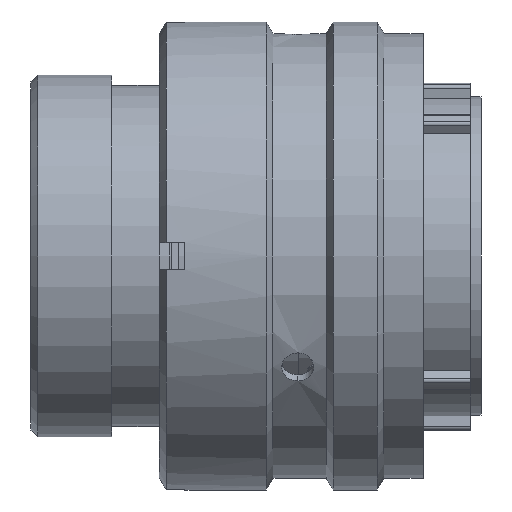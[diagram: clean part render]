
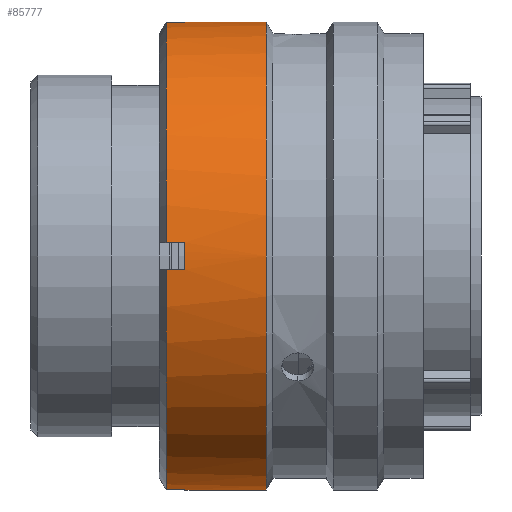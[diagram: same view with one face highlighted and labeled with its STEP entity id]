
A CAD part, front view. The second image highlights one B-rep face of the part: STEP entity #85777.
In plain terms, the highlighted cylindrical face has radius 17.35 mm (diameter 34.7 mm), a partial arc.
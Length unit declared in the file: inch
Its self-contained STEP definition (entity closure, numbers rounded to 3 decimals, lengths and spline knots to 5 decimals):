
#5878 = EDGE_LOOP ( 'NONE', ( #8543, #8544, #8545, #8546, #8547, #8548, #8549, #8552, #8554, #8555, #8557, #8558 ) ) ;
#8543 = ORIENTED_EDGE ( 'NONE', *, *, #80091, .F. ) ;
#8544 = ORIENTED_EDGE ( 'NONE', *, *, #80255, .T. ) ;
#8545 = ORIENTED_EDGE ( 'NONE', *, *, #80259, .T. ) ;
#8546 = ORIENTED_EDGE ( 'NONE', *, *, #80242, .T. ) ;
#8547 = ORIENTED_EDGE ( 'NONE', *, *, #80262, .T. ) ;
#8548 = ORIENTED_EDGE ( 'NONE', *, *, #80265, .T. ) ;
#8549 = ORIENTED_EDGE ( 'NONE', *, *, #80271, .T. ) ;
#8552 = ORIENTED_EDGE ( 'NONE', *, *, #80276, .T. ) ;
#8554 = ORIENTED_EDGE ( 'NONE', *, *, #80277, .T. ) ;
#8555 = ORIENTED_EDGE ( 'NONE', *, *, #80282, .T. ) ;
#8557 = ORIENTED_EDGE ( 'NONE', *, *, #80054, .T. ) ;
#8558 = ORIENTED_EDGE ( 'NONE', *, *, #80287, .F. ) ;
#48369 = CARTESIAN_POINT ( 'NONE',  ( 0.44961, -0.03937, -0.68194 ) ) ;
#48392 = CARTESIAN_POINT ( 'NONE',  ( 0.39449, -0.68194, -0.03937 ) ) ;
#48409 = CARTESIAN_POINT ( 'NONE',  ( 0.39449, -0.03937, -0.68194 ) ) ;
#48413 = CARTESIAN_POINT ( 'NONE',  ( 0.44961, -0.68194, -0.03937 ) ) ;
#48419 = CARTESIAN_POINT ( 'NONE',  ( 0.44961, 0., 0.68307 ) ) ;
#48423 = CARTESIAN_POINT ( 'NONE',  ( 0.44961, 0., -0.68307 ) ) ;
#48448 = CARTESIAN_POINT ( 'NONE',  ( 0.44961, -0.03937, 0.68194 ) ) ;
#48457 = CARTESIAN_POINT ( 'NONE',  ( 0.68661, 0., -0.68307 ) ) ;
#48463 = CARTESIAN_POINT ( 'NONE',  ( 0.68661, 0., 0.68307 ) ) ;
#48481 = CARTESIAN_POINT ( 'NONE',  ( 0.39449, -0.68194, 0.03937 ) ) ;
#48504 = CARTESIAN_POINT ( 'NONE',  ( 0.44961, -0.68194, 0.03937 ) ) ;
#48524 = CARTESIAN_POINT ( 'NONE',  ( 0.39449, -0.03937, 0.68194 ) ) ;
#52315 = AXIS2_PLACEMENT_3D ( 'NONE', #53873, #53885, #53886 ) ;
#53871 = CYLINDRICAL_SURFACE ( 'NONE', #52315, 0.68307 ) ;
#53872 = FACE_OUTER_BOUND ( 'NONE', #5878, .T. ) ;
#53873 = CARTESIAN_POINT ( 'NONE',  ( 1.14449, 0., 0. ) ) ;
#53885 = DIRECTION ( 'NONE',  ( 1., 0., 0. ) ) ;
#53886 = DIRECTION ( 'NONE',  ( 0., 0., -1. ) ) ;
#80054 = EDGE_CURVE ( 'NONE', #89737, #89811, #97180, .T. ) ;
#80091 = EDGE_CURVE ( 'NONE', #89728, #89823, #97211, .T. ) ;
#80242 = EDGE_CURVE ( 'NONE', #89958, #89861, #95909, .T. ) ;
#80255 = EDGE_CURVE ( 'NONE', #89728, #89790, #95911, .T. ) ;
#80259 = EDGE_CURVE ( 'NONE', #89790, #89958, #98022, .T. ) ;
#80262 = EDGE_CURVE ( 'NONE', #89861, #89911, #98041, .T. ) ;
#80265 = EDGE_CURVE ( 'NONE', #89911, #89714, #95920, .T. ) ;
#80271 = EDGE_CURVE ( 'NONE', #89714, #89668, #98031, .T. ) ;
#80276 = EDGE_CURVE ( 'NONE', #89668, #89704, #95925, .T. ) ;
#80277 = EDGE_CURVE ( 'NONE', #89704, #89628, #98047, .T. ) ;
#80282 = EDGE_CURVE ( 'NONE', #89628, #89737, #95929, .T. ) ;
#80287 = EDGE_CURVE ( 'NONE', #89823, #89811, #95931, .T. ) ;
#85777 = ADVANCED_FACE ( 'NONE', ( #53872 ), #53871, .T. ) ;
#89628 = VERTEX_POINT ( 'NONE', #48369 ) ;
#89668 = VERTEX_POINT ( 'NONE', #48392 ) ;
#89704 = VERTEX_POINT ( 'NONE', #48409 ) ;
#89714 = VERTEX_POINT ( 'NONE', #48413 ) ;
#89728 = VERTEX_POINT ( 'NONE', #48419 ) ;
#89737 = VERTEX_POINT ( 'NONE', #48423 ) ;
#89790 = VERTEX_POINT ( 'NONE', #48448 ) ;
#89811 = VERTEX_POINT ( 'NONE', #48457 ) ;
#89823 = VERTEX_POINT ( 'NONE', #48463 ) ;
#89861 = VERTEX_POINT ( 'NONE', #48481 ) ;
#89911 = VERTEX_POINT ( 'NONE', #48504 ) ;
#89958 = VERTEX_POINT ( 'NONE', #48524 ) ;
#95857 = VECTOR ( 'NONE', #97183, 39.37008 ) ;
#95874 = VECTOR ( 'NONE', #97217, 39.37008 ) ;
#95909 = CIRCLE ( 'NONE', #95913, 0.68307 ) ;
#95911 = CIRCLE ( 'NONE', #95916, 0.68307 ) ;
#95913 = AXIS2_PLACEMENT_3D ( 'NONE', #98000, #98002, #98004 ) ;
#95914 = VECTOR ( 'NONE', #98039, 39.37008 ) ;
#95916 = AXIS2_PLACEMENT_3D ( 'NONE', #98034, #98036, #98038 ) ;
#95918 = VECTOR ( 'NONE', #98045, 39.37008 ) ;
#95920 = CIRCLE ( 'NONE', #95922, 0.68307 ) ;
#95921 = VECTOR ( 'NONE', #98057, 39.37008 ) ;
#95922 = AXIS2_PLACEMENT_3D ( 'NONE', #98051, #98052, #98054 ) ;
#95925 = CIRCLE ( 'NONE', #95928, 0.68307 ) ;
#95927 = VECTOR ( 'NONE', #98067, 39.37008 ) ;
#95928 = AXIS2_PLACEMENT_3D ( 'NONE', #98062, #98063, #98064 ) ;
#95929 = CIRCLE ( 'NONE', #95933, 0.68307 ) ;
#95931 = CIRCLE ( 'NONE', #95936, 0.68307 ) ;
#95933 = AXIS2_PLACEMENT_3D ( 'NONE', #98072, #98074, #98075 ) ;
#95936 = AXIS2_PLACEMENT_3D ( 'NONE', #98080, #98082, #98083 ) ;
#97180 = LINE ( 'NONE', #97182, #95857 ) ;
#97182 = CARTESIAN_POINT ( 'NONE',  ( 1.14449, 0., -0.68307 ) ) ;
#97183 = DIRECTION ( 'NONE',  ( 1., 0., 0. ) ) ;
#97211 = LINE ( 'NONE', #97216, #95874 ) ;
#97216 = CARTESIAN_POINT ( 'NONE',  ( 1.14449, 0., 0.68307 ) ) ;
#97217 = DIRECTION ( 'NONE',  ( 1., 0., 0. ) ) ;
#98000 = CARTESIAN_POINT ( 'NONE',  ( 0.39449, 0., 0. ) ) ;
#98002 = DIRECTION ( 'NONE',  ( 1., 0., 0. ) ) ;
#98004 = DIRECTION ( 'NONE',  ( 0., 0., -1. ) ) ;
#98022 = LINE ( 'NONE', #98026, #95914 ) ;
#98026 = CARTESIAN_POINT ( 'NONE',  ( 1.14449, -0.03937, 0.68194 ) ) ;
#98031 = LINE ( 'NONE', #98032, #95921 ) ;
#98032 = CARTESIAN_POINT ( 'NONE',  ( 1.14449, -0.68194, -0.03937 ) ) ;
#98034 = CARTESIAN_POINT ( 'NONE',  ( 0.44961, 0., 0. ) ) ;
#98036 = DIRECTION ( 'NONE',  ( 1., 0., 0. ) ) ;
#98038 = DIRECTION ( 'NONE',  ( 0., 0., 1. ) ) ;
#98039 = DIRECTION ( 'NONE',  ( -1., 0., 0. ) ) ;
#98041 = LINE ( 'NONE', #98044, #95918 ) ;
#98044 = CARTESIAN_POINT ( 'NONE',  ( 1.14449, -0.68194, 0.03937 ) ) ;
#98045 = DIRECTION ( 'NONE',  ( 1., 0., 0. ) ) ;
#98047 = LINE ( 'NONE', #98050, #95927 ) ;
#98050 = CARTESIAN_POINT ( 'NONE',  ( 1.14449, -0.03937, -0.68194 ) ) ;
#98051 = CARTESIAN_POINT ( 'NONE',  ( 0.44961, 0., 0. ) ) ;
#98052 = DIRECTION ( 'NONE',  ( 1., 0., 0. ) ) ;
#98054 = DIRECTION ( 'NONE',  ( 0., 0., 1. ) ) ;
#98057 = DIRECTION ( 'NONE',  ( -1., 0., 0. ) ) ;
#98062 = CARTESIAN_POINT ( 'NONE',  ( 0.39449, 0., 0. ) ) ;
#98063 = DIRECTION ( 'NONE',  ( 1., 0., 0. ) ) ;
#98064 = DIRECTION ( 'NONE',  ( 0., 0., -1. ) ) ;
#98067 = DIRECTION ( 'NONE',  ( 1., 0., 0. ) ) ;
#98072 = CARTESIAN_POINT ( 'NONE',  ( 0.44961, 0., 0. ) ) ;
#98074 = DIRECTION ( 'NONE',  ( 1., 0., 0. ) ) ;
#98075 = DIRECTION ( 'NONE',  ( 0., 0., 1. ) ) ;
#98080 = CARTESIAN_POINT ( 'NONE',  ( 0.68661, 0., 0. ) ) ;
#98082 = DIRECTION ( 'NONE',  ( 1., 0., 0. ) ) ;
#98083 = DIRECTION ( 'NONE',  ( 0., 0., -1. ) ) ;
